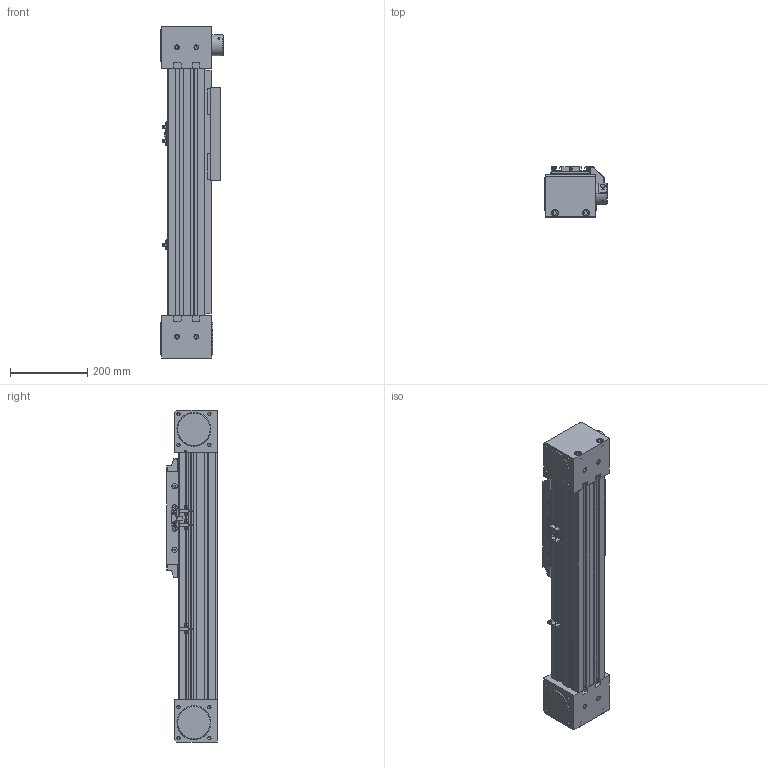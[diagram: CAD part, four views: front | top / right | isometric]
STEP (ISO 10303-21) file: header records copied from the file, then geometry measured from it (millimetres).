
FILE_DESCRIPTION (( 'STEP AP203' ), '1' );
FILE_NAME ('HTC100-D01-300.step', '2019-09-12T00:59:50', ( 'User' ), ( 'China' ), 'SwSTEP 2.0', 'SolidWorks 2016', '' );
FILE_SCHEMA (( 'CONFIG_CONTROL_DESIGN' ));
Length unit declared in the file: millimetre
Products named in the file (11): HTC100-D01-300; PART-10003-TC; PART-10004-TC; PART-10012-TO; PART-10001-TC; PART-10008-TC; PART-10007-TC; PART-10011-TO; PART-10006-TC; PART-10005-TC; PART-10002-TC
Assembly tree (17 placements, depth 2):
  HTC100-D01-300
    PART-10001-TC
    PART-10003-TC  x2
    PART-10002-TC
    PART-10005-TC  x3
    PART-10006-TC
    PART-10007-TC
    PART-10004-TC  x2
    PART-10008-TC  x3
    PART-10011-TO
    PART-10012-TO  x2
Bounding box: 161.5 x 130 x 860 mm (x, y, z)
Volume: 9656209.2 mm3; surface area: 1221271.4 mm2
Topology: 17 solids, 35 shells, 1918 faces, 4772 edges, 2990 vertices
Faces by surface type: plane 953, cylinder 572, cone 333, torus 56, sphere 4
Entity records: 43503 total; most frequent: CARTESIAN_POINT 7815, DIRECTION 7386, ORIENTED_EDGE 6942, EDGE_CURVE 3475, AXIS2_PLACEMENT_3D 2610, VERTEX_POINT 2207, VECTOR 2166, LINE 2166
